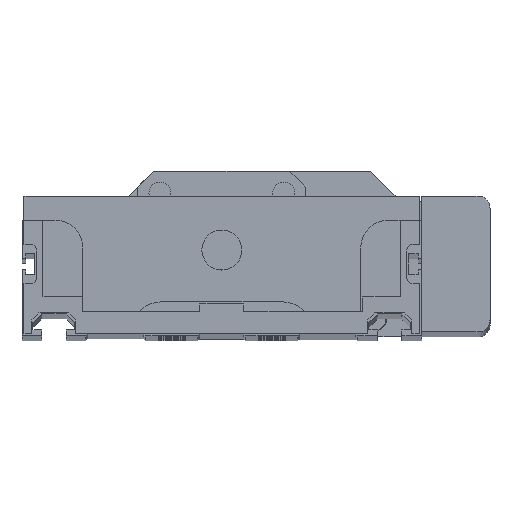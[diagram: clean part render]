
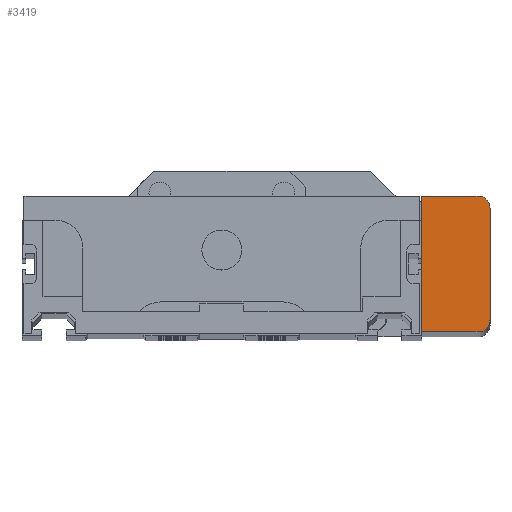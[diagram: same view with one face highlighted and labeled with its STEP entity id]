
A CAD part, top view. The second image highlights one B-rep face of the part: STEP entity #3419.
In plain terms, the highlighted planar face has unit normal (0, 0, 1).
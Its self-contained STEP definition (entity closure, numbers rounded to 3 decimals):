
#514 = DIRECTION ( 'NONE',  ( 1., 0., 0. ) ) ;
#2043 = VECTOR ( 'NONE', #6729, 1000. ) ;
#2489 = CARTESIAN_POINT ( 'NONE',  ( 50., -20.5, 714.7 ) ) ;
#3190 = DIRECTION ( 'NONE',  ( 0., 0., 1. ) ) ;
#3303 = VECTOR ( 'NONE', #17080, 1000. ) ;
#3419 = ADVANCED_FACE ( 'NONE', ( #21066 ), #8358, .T. ) ;
#4054 = LINE ( 'NONE', #27130, #2043 ) ;
#5553 = CARTESIAN_POINT ( 'NONE',  ( 64.1, 10.5, 714.7 ) ) ;
#5830 = VERTEX_POINT ( 'NONE', #9010 ) ;
#6001 = CARTESIAN_POINT ( 'NONE',  ( 47.9, -6.75, 714.7 ) ) ;
#6227 = EDGE_CURVE ( 'NONE', #16547, #28316, #4054, .T. ) ;
#6729 = DIRECTION ( 'NONE',  ( 0., 1., 0. ) ) ;
#7962 = ORIENTED_EDGE ( 'NONE', *, *, #12776, .T. ) ;
#8358 = PLANE ( 'NONE',  #27603 ) ;
#8752 = AXIS2_PLACEMENT_3D ( 'NONE', #26427, #3190, #514 ) ;
#9010 = CARTESIAN_POINT ( 'NONE',  ( 64.1, -20.5, 714.7 ) ) ;
#9149 = EDGE_CURVE ( 'NONE', #26869, #28160, #15078, .T. ) ;
#9272 = CIRCLE ( 'NONE', #8752, 3. ) ;
#11860 = ORIENTED_EDGE ( 'NONE', *, *, #9149, .T. ) ;
#11868 = ORIENTED_EDGE ( 'NONE', *, *, #23654, .T. ) ;
#11971 = CARTESIAN_POINT ( 'NONE',  ( 64.1, -20.5, 714.7 ) ) ;
#12254 = CARTESIAN_POINT ( 'NONE',  ( 64.1, 13.5, 714.7 ) ) ;
#12406 = CARTESIAN_POINT ( 'NONE',  ( 50., 13.5, 714.7 ) ) ;
#12639 = LINE ( 'NONE', #30556, #20686 ) ;
#12776 = EDGE_CURVE ( 'NONE', #5830, #16547, #9272, .T. ) ;
#12820 = CARTESIAN_POINT ( 'NONE',  ( 67.1, -17.5, 714.7 ) ) ;
#15078 = LINE ( 'NONE', #12406, #3303 ) ;
#15570 = DIRECTION ( 'NONE',  ( 1., 0., 0. ) ) ;
#16347 = DIRECTION ( 'NONE',  ( 0., 0., 1. ) ) ;
#16492 = CARTESIAN_POINT ( 'NONE',  ( 67.1, 10.5, 714.7 ) ) ;
#16547 = VERTEX_POINT ( 'NONE', #12820 ) ;
#17068 = ORIENTED_EDGE ( 'NONE', *, *, #32104, .T. ) ;
#17080 = DIRECTION ( 'NONE',  ( 0., -1., 0. ) ) ;
#17518 = CARTESIAN_POINT ( 'NONE',  ( 50., 13.5, 714.7 ) ) ;
#17881 = CIRCLE ( 'NONE', #26437, 3. ) ;
#20486 = EDGE_CURVE ( 'NONE', #28160, #5830, #30215, .T. ) ;
#20686 = VECTOR ( 'NONE', #22344, 1000. ) ;
#20739 = ORIENTED_EDGE ( 'NONE', *, *, #20486, .T. ) ;
#21066 = FACE_OUTER_BOUND ( 'NONE', #26715, .T. ) ;
#22344 = DIRECTION ( 'NONE',  ( -1., 0., 0. ) ) ;
#22684 = DIRECTION ( 'NONE',  ( 1., 0., 0. ) ) ;
#23281 = DIRECTION ( 'NONE',  ( 0., 0., 1. ) ) ;
#23654 = EDGE_CURVE ( 'NONE', #30334, #26869, #12639, .T. ) ;
#26408 = DIRECTION ( 'NONE',  ( 1., 0., 0. ) ) ;
#26427 = CARTESIAN_POINT ( 'NONE',  ( 64.1, -17.5, 714.7 ) ) ;
#26437 = AXIS2_PLACEMENT_3D ( 'NONE', #5553, #23281, #15570 ) ;
#26715 = EDGE_LOOP ( 'NONE', ( #17068, #11868, #11860, #20739, #7962, #31915 ) ) ;
#26869 = VERTEX_POINT ( 'NONE', #17518 ) ;
#27130 = CARTESIAN_POINT ( 'NONE',  ( 67.1, 10.5, 714.7 ) ) ;
#27603 = AXIS2_PLACEMENT_3D ( 'NONE', #6001, #16347, #26408 ) ;
#28160 = VERTEX_POINT ( 'NONE', #2489 ) ;
#28316 = VERTEX_POINT ( 'NONE', #16492 ) ;
#30215 = LINE ( 'NONE', #11971, #32746 ) ;
#30334 = VERTEX_POINT ( 'NONE', #12254 ) ;
#30556 = CARTESIAN_POINT ( 'NONE',  ( 50., 13.5, 714.7 ) ) ;
#31915 = ORIENTED_EDGE ( 'NONE', *, *, #6227, .T. ) ;
#32104 = EDGE_CURVE ( 'NONE', #28316, #30334, #17881, .T. ) ;
#32746 = VECTOR ( 'NONE', #22684, 1000. ) ;
